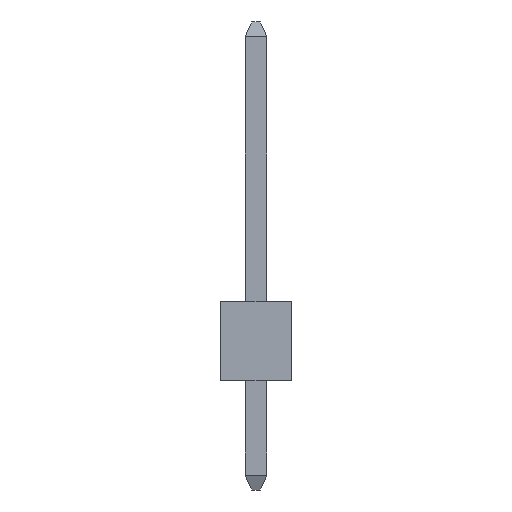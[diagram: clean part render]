
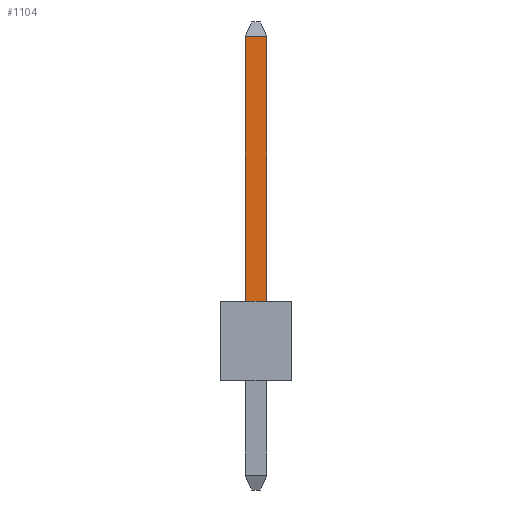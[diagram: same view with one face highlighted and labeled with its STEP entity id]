
A CAD part, front view. The second image highlights one B-rep face of the part: STEP entity #1104.
In plain terms, the highlighted planar face has unit normal (0, -1, 0).
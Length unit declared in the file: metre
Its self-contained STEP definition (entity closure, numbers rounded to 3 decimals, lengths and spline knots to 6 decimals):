
#832 = EDGE_CURVE( '', #1997, #1998, #1999, .T. );
#1018 = EDGE_CURVE( '', #1861, #1673, #2242, .T. );
#1096 = EDGE_CURVE( '', #1861, #1997, #2334, .T. );
#1104 = ADVANCED_FACE( '', ( #2342 ), #2343, .T. );
#1360 = EDGE_CURVE( '', #1673, #1998, #2642, .T. );
#1673 = VERTEX_POINT( '', #3051 );
#1861 = VERTEX_POINT( '', #3311 );
#1997 = VERTEX_POINT( '', #3513 );
#1998 = VERTEX_POINT( '', #3514 );
#1999 = LINE( '', #3515, #3516 );
#2242 = LINE( '', #3890, #3891 );
#2334 = LINE( '', #4042, #4043 );
#2342 = FACE_OUTER_BOUND( '', #4057, .T. );
#2343 = PLANE( '', #4058 );
#2642 = LINE( '', #4540, #4541 );
#3051 = CARTESIAN_POINT( '', ( -0.000331, -0.006665, 0.009989 ) );
#3311 = CARTESIAN_POINT( '', ( 0.000304, -0.006665, 0.009989 ) );
#3513 = CARTESIAN_POINT( '', ( 0.000304, -0.006665, 0.002341 ) );
#3514 = CARTESIAN_POINT( '', ( -0.000331, -0.006665, 0.002341 ) );
#3515 = CARTESIAN_POINT( '', ( -0.001029, -0.006665, 0.002341 ) );
#3516 = VECTOR( '', #5235, 1. );
#3890 = CARTESIAN_POINT( '', ( -0.000331, -0.006665, 0.009989 ) );
#3891 = VECTOR( '', #5517, 1. );
#4042 = CARTESIAN_POINT( '', ( 0.000304, -0.006665, 0.010418 ) );
#4043 = VECTOR( '', #5619, 1. );
#4057 = EDGE_LOOP( '', ( #5624, #5625, #5626, #5627 ) );
#4058 = AXIS2_PLACEMENT_3D( '', #5628, #5629, #5630 );
#4540 = CARTESIAN_POINT( '', ( -0.000331, -0.006665, 0.010418 ) );
#4541 = VECTOR( '', #6066, 1. );
#5235 = DIRECTION( '', ( -1., 0., 0. ) );
#5517 = DIRECTION( '', ( -1., 0., 0. ) );
#5619 = DIRECTION( '', ( 0., 0., -1. ) );
#5624 = ORIENTED_EDGE( '', *, *, #1096, .F. );
#5625 = ORIENTED_EDGE( '', *, *, #1018, .T. );
#5626 = ORIENTED_EDGE( '', *, *, #1360, .T. );
#5627 = ORIENTED_EDGE( '', *, *, #832, .F. );
#5628 = CARTESIAN_POINT( '', ( -0.001029, -0.006665, 0.010418 ) );
#5629 = DIRECTION( '', ( 0., -1., 0. ) );
#5630 = DIRECTION( '', ( 0., 0., -1. ) );
#6066 = DIRECTION( '', ( 0., 0., -1. ) );
